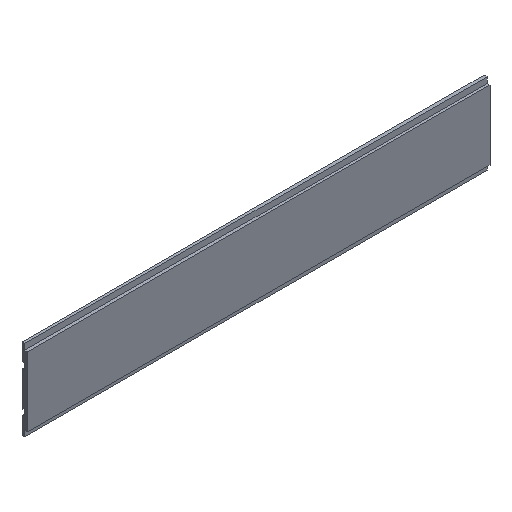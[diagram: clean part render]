
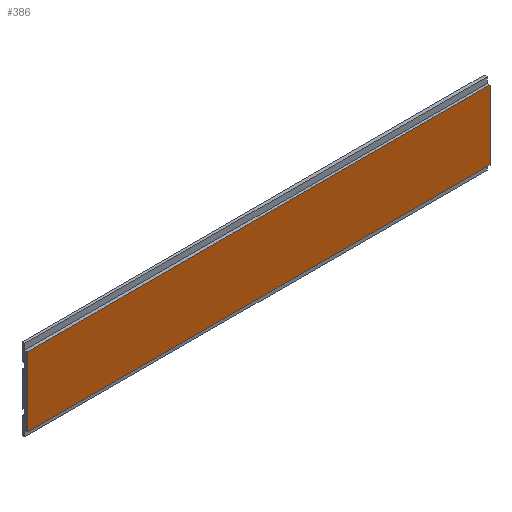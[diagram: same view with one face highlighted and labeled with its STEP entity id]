
A CAD part, isometric view. The second image highlights one B-rep face of the part: STEP entity #386.
In plain terms, the highlighted planar face has unit normal (0, -1, 0).
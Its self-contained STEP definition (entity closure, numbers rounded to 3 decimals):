
#20=FACE_OUTER_BOUND('',#40,.T.);
#40=EDGE_LOOP('',(#286,#287,#288,#289));
#63=LINE('',#551,#117);
#79=LINE('',#583,#133);
#81=LINE('',#587,#135);
#82=LINE('',#588,#136);
#117=VECTOR('',#447,10.);
#133=VECTOR('',#471,10.);
#135=VECTOR('',#475,10.);
#136=VECTOR('',#476,10.);
#171=VERTEX_POINT('',#548);
#172=VERTEX_POINT('',#550);
#184=VERTEX_POINT('',#582);
#185=VERTEX_POINT('',#586);
#207=EDGE_CURVE('',#171,#172,#63,.T.);
#223=EDGE_CURVE('',#184,#172,#79,.T.);
#225=EDGE_CURVE('',#185,#171,#81,.T.);
#226=EDGE_CURVE('',#184,#185,#82,.T.);
#286=ORIENTED_EDGE('',*,*,#225,.F.);
#287=ORIENTED_EDGE('',*,*,#226,.F.);
#288=ORIENTED_EDGE('',*,*,#223,.T.);
#289=ORIENTED_EDGE('',*,*,#207,.F.);
#366=PLANE('',#420);
#386=ADVANCED_FACE('',(#20),#366,.F.);
#420=AXIS2_PLACEMENT_3D('',#585,#473,#474);
#447=DIRECTION('',(0.,0.,-1.));
#471=DIRECTION('',(1.,0.,0.));
#473=DIRECTION('center_axis',(0.,1.,0.));
#474=DIRECTION('ref_axis',(0.,0.,1.));
#475=DIRECTION('',(1.,0.,0.));
#476=DIRECTION('',(0.,0.,1.));
#548=CARTESIAN_POINT('',(80.,15.15,70.));
#550=CARTESIAN_POINT('',(80.,15.15,58.));
#551=CARTESIAN_POINT('',(80.,15.15,67.));
#582=CARTESIAN_POINT('',(0.,15.15,58.));
#583=CARTESIAN_POINT('',(78.,15.15,58.));
#585=CARTESIAN_POINT('Origin',(0.,15.15,70.));
#586=CARTESIAN_POINT('',(0.,15.15,70.));
#587=CARTESIAN_POINT('',(78.,15.15,70.));
#588=CARTESIAN_POINT('',(0.,15.15,67.));
